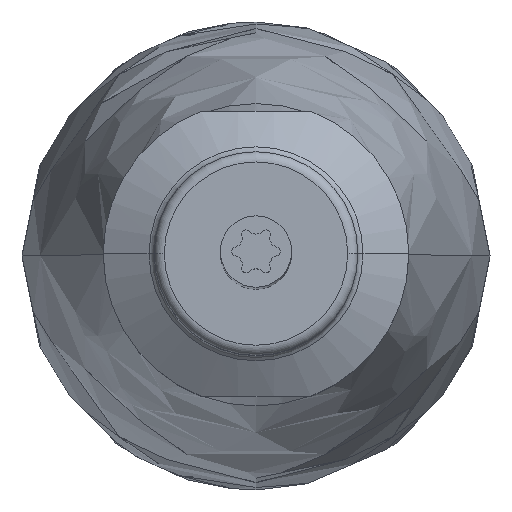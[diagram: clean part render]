
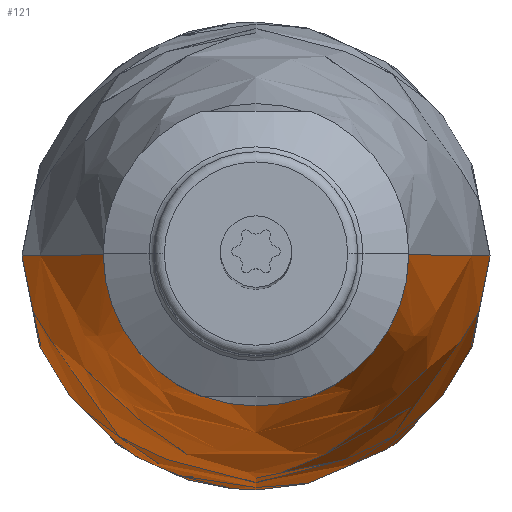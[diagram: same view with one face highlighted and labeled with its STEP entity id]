
A CAD part, top view. The second image highlights one B-rep face of the part: STEP entity #121.
In plain terms, the highlighted free-form (B-spline) face has degree [3, 3] with [4, 4] control points.
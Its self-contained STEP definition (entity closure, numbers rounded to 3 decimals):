
#108=(
BOUNDED_SURFACE()
B_SPLINE_SURFACE(3,3,((#973,#974,#975,#976),(#977,#978,#979,#980),(#981,
#982,#983,#984),(#985,#986,#987,#988)),.UNSPECIFIED.,.F.,.F.,.F.)
B_SPLINE_SURFACE_WITH_KNOTS((4,4),(4,4),(0.,1.),(0.,1.),.UNSPECIFIED.)
GEOMETRIC_REPRESENTATION_ITEM()
RATIONAL_B_SPLINE_SURFACE(((1.,0.333,0.333,1.),
(0.976,0.325,0.325,0.976),
(0.976,0.325,0.325,0.976),
(1.,0.333,0.333,1.)))
REPRESENTATION_ITEM('')
SURFACE()
);
#121=ADVANCED_FACE('',(#163),#108,.T.);
#163=FACE_OUTER_BOUND('',#197,.T.);
#197=EDGE_LOOP('',(#245,#246,#247,#248));
#245=ORIENTED_EDGE('',*,*,#460,.T.);
#246=ORIENTED_EDGE('',*,*,#464,.T.);
#247=ORIENTED_EDGE('',*,*,#466,.F.);
#248=ORIENTED_EDGE('',*,*,#465,.F.);
#405=VERTEX_POINT('',#944);
#406=VERTEX_POINT('',#946);
#407=VERTEX_POINT('',#952);
#408=VERTEX_POINT('',#953);
#460=EDGE_CURVE('',#406,#405,#546,.T.);
#464=EDGE_CURVE('',#405,#408,#550,.T.);
#465=EDGE_CURVE('',#406,#407,#551,.T.);
#466=EDGE_CURVE('',#407,#408,#552,.T.);
#546=CIRCLE('',#628,6.382);
#550=CIRCLE('',#634,130.);
#551=CIRCLE('',#635,130.);
#552=CIRCLE('',#636,7.421);
#628=AXIS2_PLACEMENT_3D('',#945,#732,#733);
#634=AXIS2_PLACEMENT_3D('',#954,#744,#745);
#635=AXIS2_PLACEMENT_3D('',#955,#746,#747);
#636=AXIS2_PLACEMENT_3D('',#972,#748,#749);
#732=DIRECTION('',(0.,0.,1.));
#733=DIRECTION('',(-1.,0.,0.));
#744=DIRECTION('',(0.,-1.,0.));
#745=DIRECTION('',(0.961,0.,-0.278));
#746=DIRECTION('',(0.,1.,0.));
#747=DIRECTION('',(-0.961,0.,-0.278));
#748=DIRECTION('',(0.,0.,1.));
#749=DIRECTION('',(-1.,0.,0.));
#944=CARTESIAN_POINT('',(6.382,0.,-161.833));
#945=CARTESIAN_POINT('',(0.,0.,-161.833));
#946=CARTESIAN_POINT('',(-6.382,0.,-161.833));
#952=CARTESIAN_POINT('',(-7.421,0.,-93.405));
#953=CARTESIAN_POINT('',(7.421,0.,-93.405));
#954=CARTESIAN_POINT('',(-118.5,0.,-125.715));
#955=CARTESIAN_POINT('',(118.5,0.,-125.715));
#972=CARTESIAN_POINT('',(0.,0.,-93.405));
#973=CARTESIAN_POINT('',(6.382,0.,-161.833));
#974=CARTESIAN_POINT('',(6.382,-12.764,-161.833));
#975=CARTESIAN_POINT('',(-6.382,-12.764,-161.833));
#976=CARTESIAN_POINT('',(-6.382,0.,-161.833));
#977=CARTESIAN_POINT('',(12.872,0.,-139.392));
#978=CARTESIAN_POINT('',(12.872,-25.745,-139.392));
#979=CARTESIAN_POINT('',(-12.872,-25.745,-139.392));
#980=CARTESIAN_POINT('',(-12.872,0.,-139.392));
#981=CARTESIAN_POINT('',(13.227,0.,-116.033));
#982=CARTESIAN_POINT('',(13.227,-26.454,-116.033));
#983=CARTESIAN_POINT('',(-13.227,-26.454,-116.033));
#984=CARTESIAN_POINT('',(-13.227,0.,-116.033));
#985=CARTESIAN_POINT('',(7.421,0.,-93.405));
#986=CARTESIAN_POINT('',(7.421,-14.842,-93.405));
#987=CARTESIAN_POINT('',(-7.421,-14.842,-93.405));
#988=CARTESIAN_POINT('',(-7.421,0.,-93.405));
